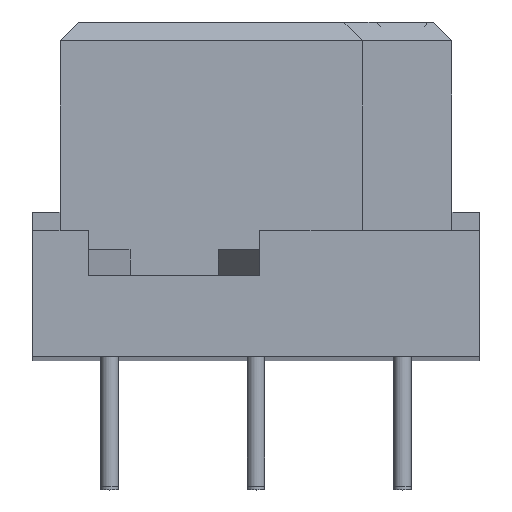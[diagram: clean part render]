
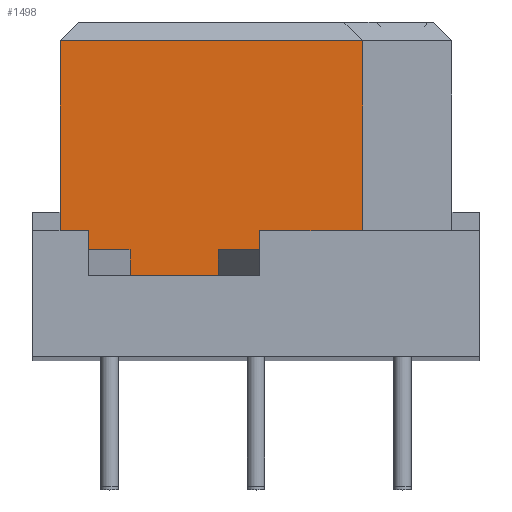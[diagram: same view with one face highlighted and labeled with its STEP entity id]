
A CAD part, top view. The second image highlights one B-rep face of the part: STEP entity #1498.
In plain terms, the highlighted free-form (B-spline) face has degree [1, 1] with [2, 2] control points.
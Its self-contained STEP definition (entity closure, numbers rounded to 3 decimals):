
#1412=CARTESIAN_POINT('V69',(3.7,3.7,
   89.95));
#1413=VERTEX_POINT('V69',#1412);
#1414=CARTESIAN_POINT('V70',(3.7,10.95,
   89.95));
#1415=VERTEX_POINT('V70',#1414);
#1416=CARTESIAN_POINT('E93',(3.7,3.7,
   89.95));
#1417=CARTESIAN_POINT('E93',(3.7,10.95,
   89.95));
#1418=B_SPLINE_CURVE_WITH_KNOTS('E93',1,(#1416,#1417),
   .POLYLINE_FORM.,.F.,.U.,(2,2),(0.082,1.0),
   .UNSPECIFIED.);
#1419=EDGE_CURVE('E93',#1413,#1415,#1418,.T.);
#1443=CARTESIAN_POINT('F33',(-7.85,11.05,
   89.95));
#1444=CARTESIAN_POINT('F33',(-7.85,2.7,
   89.95));
#1445=CARTESIAN_POINT('F33',(7.85,11.05,
   89.95));
#1446=CARTESIAN_POINT('F33',(7.85,2.7,
   89.95));
#1447=B_SPLINE_SURFACE_WITH_KNOTS('F33',1,1,((#1443,#1445),(#1444,
   #1446)),.PLANE_SURF.,.F.,.F.,.U.,(2,2),(2,2),(0.0,1.0),(0.0,
   1.88),.UNSPECIFIED.);
#1448=CARTESIAN_POINT('V65',(-4.372,3.7,
   89.95));
#1449=VERTEX_POINT('V65',#1448);
#1450=CARTESIAN_POINT('V66',(-4.372,2.8,
   89.95));
#1451=VERTEX_POINT('V66',#1450);
#1452=CARTESIAN_POINT('E89',(-4.372,3.7,
   89.95));
#1453=CARTESIAN_POINT('E89',(-4.372,2.8,
   89.95));
#1454=B_SPLINE_CURVE_WITH_KNOTS('E89',1,(#1452,#1453),
   .POLYLINE_FORM.,.F.,.U.,(2,2),(0.0,0.4),
   .UNSPECIFIED.);
#1455=EDGE_CURVE('E89',#1449,#1451,#1454,.T.);
#1456=ORIENTED_EDGE('E89',*,*,#1455,.T.);
#1457=CARTESIAN_POINT('V67',(-1.308,2.8,
   89.95));
#1458=VERTEX_POINT('V67',#1457);
#1459=CARTESIAN_POINT('E90',(-4.372,2.8,
   89.95));
#1460=CARTESIAN_POINT('E90',(-1.308,2.8,
   89.95));
#1461=B_SPLINE_CURVE_WITH_KNOTS('E90',1,(#1459,#1460),
   .POLYLINE_FORM.,.F.,.U.,(2,2),(0.0,1.361),
   .UNSPECIFIED.);
#1462=EDGE_CURVE('E90',#1451,#1458,#1461,.T.);
#1463=ORIENTED_EDGE('E90',*,*,#1462,.T.);
#1464=CARTESIAN_POINT('V68',(-1.308,3.7,
   89.95));
#1465=VERTEX_POINT('V68',#1464);
#1466=CARTESIAN_POINT('E91',(-1.308,2.8,
   89.95));
#1467=CARTESIAN_POINT('E91',(-1.308,3.7,
   89.95));
#1468=B_SPLINE_CURVE_WITH_KNOTS('E91',1,(#1466,#1467),
   .POLYLINE_FORM.,.F.,.U.,(2,2),(0.0,0.4),
   .UNSPECIFIED.);
#1469=EDGE_CURVE('E91',#1458,#1465,#1468,.T.);
#1470=ORIENTED_EDGE('E91',*,*,#1469,.T.);
#1471=CARTESIAN_POINT('E92',(-1.308,3.7,
   89.95));
#1472=CARTESIAN_POINT('E92',(3.7,3.7,
   89.95));
#1473=B_SPLINE_CURVE_WITH_KNOTS('E92',1,(#1471,#1472),
   .POLYLINE_FORM.,.F.,.U.,(2,2),(0.888,
   1.579),.UNSPECIFIED.);
#1474=EDGE_CURVE('E92',#1465,#1413,#1473,.T.);
#1475=ORIENTED_EDGE('E92',*,*,#1474,.T.);
#1476=ORIENTED_EDGE('E93',*,*,#1419,.T.);
#1477=CARTESIAN_POINT('V71',(-6.8,10.95,
   89.95));
#1478=VERTEX_POINT('V71',#1477);
#1479=CARTESIAN_POINT('E94',(-6.8,10.95,
   89.95));
#1480=CARTESIAN_POINT('E94',(3.7,10.95,
   89.95));
#1481=B_SPLINE_CURVE_WITH_KNOTS('E94',1,(#1479,#1480),
   .POLYLINE_FORM.,.F.,.U.,(2,2),(1.033,
   12.456),.UNSPECIFIED.);
#1482=EDGE_CURVE('E94',#1478,#1415,#1481,.T.);
#1483=ORIENTED_EDGE('E94',*,*,#1482,.F.);
#1484=CARTESIAN_POINT('V72',(-6.8,3.7,
   89.95));
#1485=VERTEX_POINT('V72',#1484);
#1486=CARTESIAN_POINT('E95',(-6.8,3.7,
   89.95));
#1487=CARTESIAN_POINT('E95',(-6.8,10.95,
   89.95));
#1488=QUASI_UNIFORM_CURVE('E95',1,(#1486,#1487),.POLYLINE_FORM.,.F.,
   .U.);
#1489=EDGE_CURVE('E95',#1485,#1478,#1488,.T.);
#1490=ORIENTED_EDGE('E95',*,*,#1489,.F.);
#1491=CARTESIAN_POINT('E96',(-6.8,3.7,
   89.95));
#1492=CARTESIAN_POINT('E96',(-4.372,3.7,
   89.95));
#1493=B_SPLINE_CURVE_WITH_KNOTS('E96',1,(#1491,#1492),
   .POLYLINE_FORM.,.F.,.U.,(2,2),(0.131,
   0.466),.UNSPECIFIED.);
#1494=EDGE_CURVE('E96',#1485,#1449,#1493,.T.);
#1495=ORIENTED_EDGE('E96',*,*,#1494,.T.);
#1496=EDGE_LOOP('F33',(#1456,#1463,#1470,#1475,#1476,#1483,#1490,
   #1495));
#1497=FACE_OUTER_BOUND('F33',#1496,.T.);
#1498=ADVANCED_FACE('F33',(#1497),#1447,.T.);
